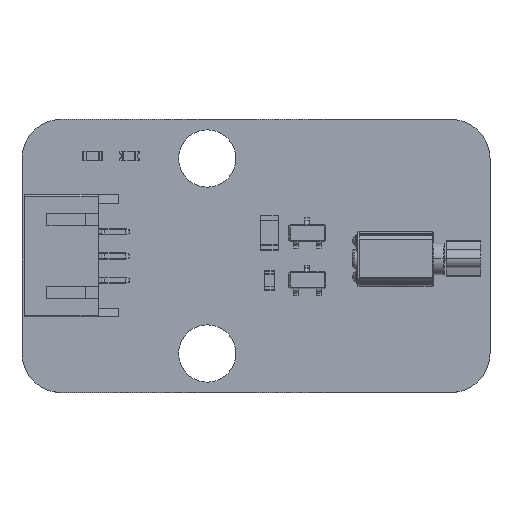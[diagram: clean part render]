
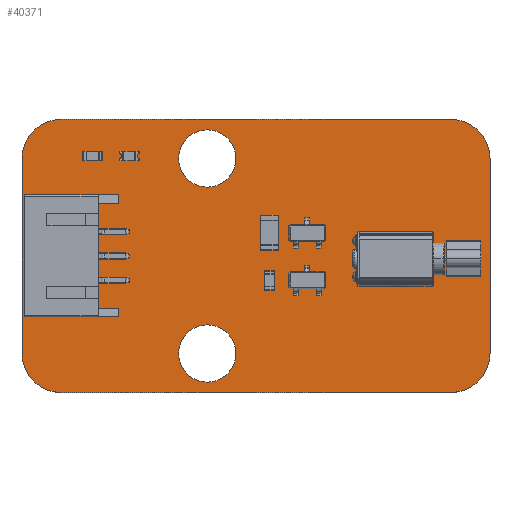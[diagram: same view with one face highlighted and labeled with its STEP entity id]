
A CAD part, top view. The second image highlights one B-rep face of the part: STEP entity #40371.
In plain terms, the highlighted planar face has unit normal (0, 0, 1).
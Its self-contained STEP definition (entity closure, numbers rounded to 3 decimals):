
#40200 = VERTEX_POINT('',#40201);
#40201 = CARTESIAN_POINT('',(38.2,84.4,1.6));
#40207 = EDGE_CURVE('',#40200,#40208,#40210,.T.);
#40208 = VERTEX_POINT('',#40209);
#40209 = CARTESIAN_POINT('',(41.4,81.2,1.6));
#40210 = CIRCLE('',#40211,3.2);
#40211 = AXIS2_PLACEMENT_3D('',#40212,#40213,#40214);
#40212 = CARTESIAN_POINT('',(38.2,81.2,1.6));
#40213 = DIRECTION('',(0.,0.,-1.));
#40214 = DIRECTION('',(0.,1.,0.));
#40242 = VERTEX_POINT('',#40243);
#40243 = CARTESIAN_POINT('',(6.2,84.4,1.6));
#40249 = EDGE_CURVE('',#40242,#40200,#40250,.T.);
#40250 = LINE('',#40251,#40252);
#40251 = CARTESIAN_POINT('',(6.2,84.4,1.6));
#40252 = VECTOR('',#40253,1.);
#40253 = DIRECTION('',(1.,0.,0.));
#40271 = EDGE_CURVE('',#40208,#40272,#40274,.T.);
#40272 = VERTEX_POINT('',#40273);
#40273 = CARTESIAN_POINT('',(41.4,65.2,1.6));
#40274 = LINE('',#40275,#40276);
#40275 = CARTESIAN_POINT('',(41.4,81.2,1.6));
#40276 = VECTOR('',#40277,1.);
#40277 = DIRECTION('',(0.,-1.,0.));
#40371 = ADVANCED_FACE('',(#40372,#40418,#40429),#40440,.T.);
#40372 = FACE_BOUND('',#40373,.T.);
#40373 = EDGE_LOOP('',(#40374,#40375,#40376,#40385,#40393,#40402,#40410,
    #40417));
#40374 = ORIENTED_EDGE('',*,*,#40207,.F.);
#40375 = ORIENTED_EDGE('',*,*,#40249,.F.);
#40376 = ORIENTED_EDGE('',*,*,#40377,.F.);
#40377 = EDGE_CURVE('',#40378,#40242,#40380,.T.);
#40378 = VERTEX_POINT('',#40379);
#40379 = CARTESIAN_POINT('',(3.,81.2,1.6));
#40380 = CIRCLE('',#40381,3.2);
#40381 = AXIS2_PLACEMENT_3D('',#40382,#40383,#40384);
#40382 = CARTESIAN_POINT('',(6.2,81.2,1.6));
#40383 = DIRECTION('',(0.,0.,-1.));
#40384 = DIRECTION('',(-1.,0.,-0.));
#40385 = ORIENTED_EDGE('',*,*,#40386,.F.);
#40386 = EDGE_CURVE('',#40387,#40378,#40389,.T.);
#40387 = VERTEX_POINT('',#40388);
#40388 = CARTESIAN_POINT('',(3.,65.2,1.6));
#40389 = LINE('',#40390,#40391);
#40390 = CARTESIAN_POINT('',(3.,65.2,1.6));
#40391 = VECTOR('',#40392,1.);
#40392 = DIRECTION('',(0.,1.,0.));
#40393 = ORIENTED_EDGE('',*,*,#40394,.F.);
#40394 = EDGE_CURVE('',#40395,#40387,#40397,.T.);
#40395 = VERTEX_POINT('',#40396);
#40396 = CARTESIAN_POINT('',(6.2,62.,1.6));
#40397 = CIRCLE('',#40398,3.2);
#40398 = AXIS2_PLACEMENT_3D('',#40399,#40400,#40401);
#40399 = CARTESIAN_POINT('',(6.2,65.2,1.6));
#40400 = DIRECTION('',(0.,0.,-1.));
#40401 = DIRECTION('',(0.,-1.,0.));
#40402 = ORIENTED_EDGE('',*,*,#40403,.F.);
#40403 = EDGE_CURVE('',#40404,#40395,#40406,.T.);
#40404 = VERTEX_POINT('',#40405);
#40405 = CARTESIAN_POINT('',(38.2,62.,1.6));
#40406 = LINE('',#40407,#40408);
#40407 = CARTESIAN_POINT('',(38.2,62.,1.6));
#40408 = VECTOR('',#40409,1.);
#40409 = DIRECTION('',(-1.,0.,0.));
#40410 = ORIENTED_EDGE('',*,*,#40411,.F.);
#40411 = EDGE_CURVE('',#40272,#40404,#40412,.T.);
#40412 = CIRCLE('',#40413,3.2);
#40413 = AXIS2_PLACEMENT_3D('',#40414,#40415,#40416);
#40414 = CARTESIAN_POINT('',(38.2,65.2,1.6));
#40415 = DIRECTION('',(0.,0.,-1.));
#40416 = DIRECTION('',(1.,0.,0.));
#40417 = ORIENTED_EDGE('',*,*,#40271,.F.);
#40418 = FACE_BOUND('',#40419,.T.);
#40419 = EDGE_LOOP('',(#40420));
#40420 = ORIENTED_EDGE('',*,*,#40421,.T.);
#40421 = EDGE_CURVE('',#40422,#40422,#40424,.T.);
#40422 = VERTEX_POINT('',#40423);
#40423 = CARTESIAN_POINT('',(18.2,62.85,1.6));
#40424 = CIRCLE('',#40425,2.35);
#40425 = AXIS2_PLACEMENT_3D('',#40426,#40427,#40428);
#40426 = CARTESIAN_POINT('',(18.2,65.2,1.6));
#40427 = DIRECTION('',(-0.,0.,-1.));
#40428 = DIRECTION('',(-0.,-1.,0.));
#40429 = FACE_BOUND('',#40430,.T.);
#40430 = EDGE_LOOP('',(#40431));
#40431 = ORIENTED_EDGE('',*,*,#40432,.T.);
#40432 = EDGE_CURVE('',#40433,#40433,#40435,.T.);
#40433 = VERTEX_POINT('',#40434);
#40434 = CARTESIAN_POINT('',(18.2,78.85,1.6));
#40435 = CIRCLE('',#40436,2.35);
#40436 = AXIS2_PLACEMENT_3D('',#40437,#40438,#40439);
#40437 = CARTESIAN_POINT('',(18.2,81.2,1.6));
#40438 = DIRECTION('',(-0.,0.,-1.));
#40439 = DIRECTION('',(-0.,-1.,0.));
#40440 = PLANE('',#40441);
#40441 = AXIS2_PLACEMENT_3D('',#40442,#40443,#40444);
#40442 = CARTESIAN_POINT('',(0.,0.,1.6));
#40443 = DIRECTION('',(0.,0.,1.));
#40444 = DIRECTION('',(1.,0.,-0.));
